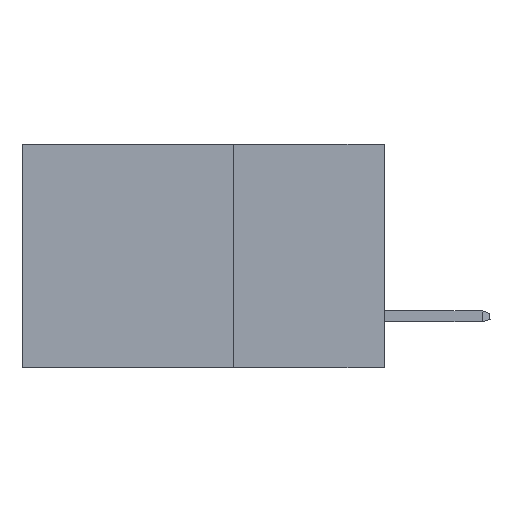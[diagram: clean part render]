
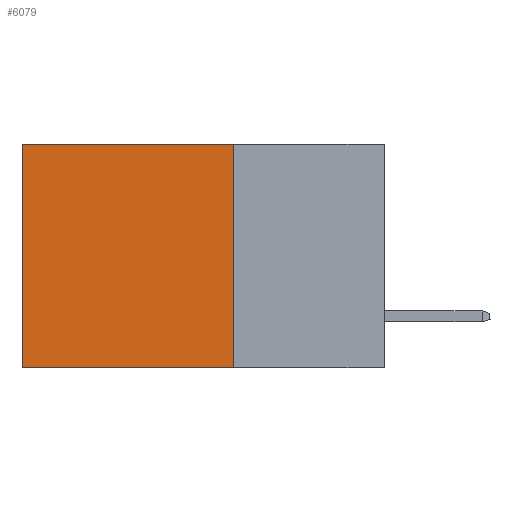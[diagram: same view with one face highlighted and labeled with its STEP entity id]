
A CAD part, left-side view. The second image highlights one B-rep face of the part: STEP entity #6079.
In plain terms, the highlighted planar face has unit normal (-1, 0, 0).
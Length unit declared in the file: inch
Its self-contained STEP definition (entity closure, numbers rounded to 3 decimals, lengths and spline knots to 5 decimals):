
#253 = VERTEX_POINT ( 'NONE', #4297 ) ;
#610 = VERTEX_POINT ( 'NONE', #10881 ) ;
#741 = ORIENTED_EDGE ( 'NONE', *, *, #3821, .T. ) ;
#1297 = DIRECTION ( 'NONE',  ( 0., 0., -1. ) ) ;
#1303 = DIRECTION ( 'NONE',  ( 0., 0., -1. ) ) ;
#2553 = PLANE ( 'NONE',  #3090 ) ;
#2987 = ORIENTED_EDGE ( 'NONE', *, *, #3992, .F. ) ;
#3042 = VECTOR ( 'NONE', #10391, 39.37008 ) ;
#3090 = AXIS2_PLACEMENT_3D ( 'NONE', #10620, #11775, #1297 ) ;
#3312 = EDGE_CURVE ( 'NONE', #253, #7875, #12225, .T. ) ;
#3821 = EDGE_CURVE ( 'NONE', #5984, #253, #12534, .T. ) ;
#3992 = EDGE_CURVE ( 'NONE', #5984, #610, #14517, .T. ) ;
#4297 = CARTESIAN_POINT ( 'NONE',  ( 0.2615, 0.6, 0. ) ) ;
#5068 = LINE ( 'NONE', #13799, #7027 ) ;
#5984 = VERTEX_POINT ( 'NONE', #9173 ) ;
#6079 = ADVANCED_FACE ( 'NONE', ( #8141 ), #2553, .F. ) ;
#6505 = EDGE_CURVE ( 'NONE', #610, #7875, #5068, .T. ) ;
#7027 = VECTOR ( 'NONE', #9306, 39.37008 ) ;
#7037 = CARTESIAN_POINT ( 'NONE',  ( 0.2615, 0.6, -0.37 ) ) ;
#7875 = VERTEX_POINT ( 'NONE', #12144 ) ;
#7928 = DIRECTION ( 'NONE',  ( 0., 1., 0. ) ) ;
#8141 = FACE_OUTER_BOUND ( 'NONE', #11779, .T. ) ;
#8218 = VECTOR ( 'NONE', #1303, 39.37008 ) ;
#9163 = ORIENTED_EDGE ( 'NONE', *, *, #6505, .F. ) ;
#9173 = CARTESIAN_POINT ( 'NONE',  ( 0.2615, 0.25, 0. ) ) ;
#9267 = ORIENTED_EDGE ( 'NONE', *, *, #3312, .T. ) ;
#9306 = DIRECTION ( 'NONE',  ( 0., 1., 0. ) ) ;
#9686 = VECTOR ( 'NONE', #7928, 39.37008 ) ;
#10391 = DIRECTION ( 'NONE',  ( 0., 0., -1. ) ) ;
#10620 = CARTESIAN_POINT ( 'NONE',  ( 0.2615, 0.25, -0.37 ) ) ;
#10881 = CARTESIAN_POINT ( 'NONE',  ( 0.2615, 0.25, -0.37 ) ) ;
#11462 = CARTESIAN_POINT ( 'NONE',  ( 0.2615, 0.25, 0. ) ) ;
#11775 = DIRECTION ( 'NONE',  ( 1., 0., 0. ) ) ;
#11779 = EDGE_LOOP ( 'NONE', ( #9267, #9163, #2987, #741 ) ) ;
#12144 = CARTESIAN_POINT ( 'NONE',  ( 0.2615, 0.6, -0.37 ) ) ;
#12225 = LINE ( 'NONE', #7037, #3042 ) ;
#12534 = LINE ( 'NONE', #11462, #9686 ) ;
#12713 = CARTESIAN_POINT ( 'NONE',  ( 0.2615, 0.25, -0.37 ) ) ;
#13799 = CARTESIAN_POINT ( 'NONE',  ( 0.2615, 0.25, -0.37 ) ) ;
#14517 = LINE ( 'NONE', #12713, #8218 ) ;
